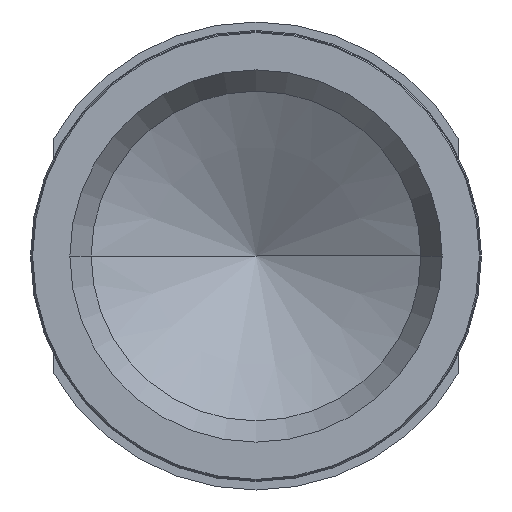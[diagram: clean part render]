
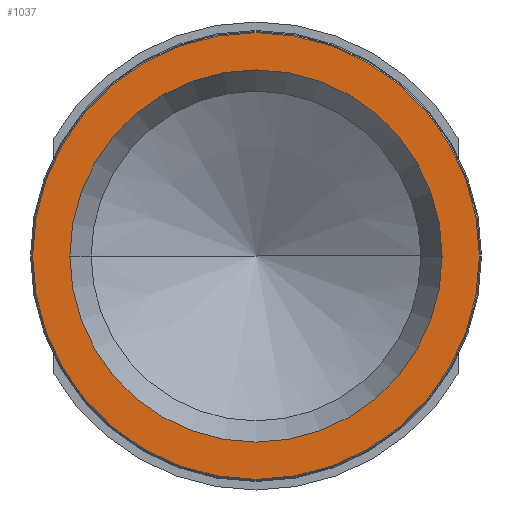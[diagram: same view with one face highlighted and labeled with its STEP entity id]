
A CAD part, front view. The second image highlights one B-rep face of the part: STEP entity #1037.
In plain terms, the highlighted planar face has unit normal (0, -1, 0).
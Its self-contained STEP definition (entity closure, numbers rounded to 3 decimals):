
#142=CARTESIAN_POINT('',(0.,-28.474,0.));
#143=DIRECTION('',(0.,-1.,0.));
#144=DIRECTION('',(-1.,0.,0.));
#145=AXIS2_PLACEMENT_3D('',#142,#143,#144);
#147=CARTESIAN_POINT('',(0.,-28.474,0.));
#148=DIRECTION('',(0.,1.,0.));
#149=DIRECTION('',(-1.,0.,0.));
#150=AXIS2_PLACEMENT_3D('',#147,#148,#149);
#152=CARTESIAN_POINT('',(0.,-28.474,0.));
#153=DIRECTION('',(0.,1.,0.));
#154=DIRECTION('',(-1.,0.,0.));
#155=AXIS2_PLACEMENT_3D('',#152,#153,#154);
#157=CARTESIAN_POINT('',(0.,-28.474,0.));
#158=DIRECTION('',(0.,-1.,0.));
#159=DIRECTION('',(-1.,0.,0.));
#160=AXIS2_PLACEMENT_3D('',#157,#158,#159);
#763=CARTESIAN_POINT('',(-10.5,-28.474,0.));
#764=VERTEX_POINT('',#763);
#765=CARTESIAN_POINT('',(-8.75,-28.474,0.));
#767=VERTEX_POINT('',#765);
#803=CARTESIAN_POINT('',(10.5,-28.474,0.));
#804=VERTEX_POINT('',#803);
#805=CARTESIAN_POINT('',(8.75,-28.474,0.));
#807=VERTEX_POINT('',#805);
#1022=CARTESIAN_POINT('',(0.,-28.474,0.));
#1023=DIRECTION('',(0.,1.,0.));
#1024=DIRECTION('',(1.,0.,0.));
#1025=AXIS2_PLACEMENT_3D('',#1022,#1023,#1024);
#1026=PLANE('',#1025);
#1028=ORIENTED_EDGE('',*,*,#1027,.T.);
#1030=ORIENTED_EDGE('',*,*,#1029,.F.);
#1031=EDGE_LOOP('',(#1028,#1030));
#1032=FACE_OUTER_BOUND('',#1031,.F.);
#1033=ORIENTED_EDGE('',*,*,#1004,.T.);
#1034=ORIENTED_EDGE('',*,*,#1015,.F.);
#1035=EDGE_LOOP('',(#1033,#1034));
#1036=FACE_BOUND('',#1035,.F.);
#1037=ADVANCED_FACE('',(#1032,#1036),#1026,.F.);
#146=CIRCLE('',#145,8.75);
#151=CIRCLE('',#150,8.75);
#156=CIRCLE('',#155,10.5);
#161=CIRCLE('',#160,10.5);
#1004=EDGE_CURVE('',#767,#807,#146,.T.);
#1015=EDGE_CURVE('',#767,#807,#151,.T.);
#1027=EDGE_CURVE('',#764,#804,#156,.T.);
#1029=EDGE_CURVE('',#764,#804,#161,.T.);
